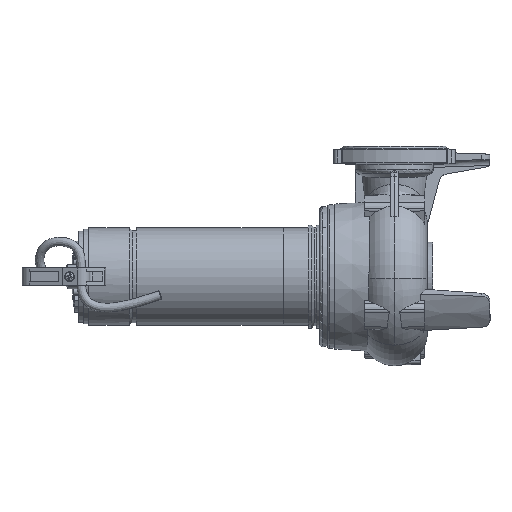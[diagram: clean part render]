
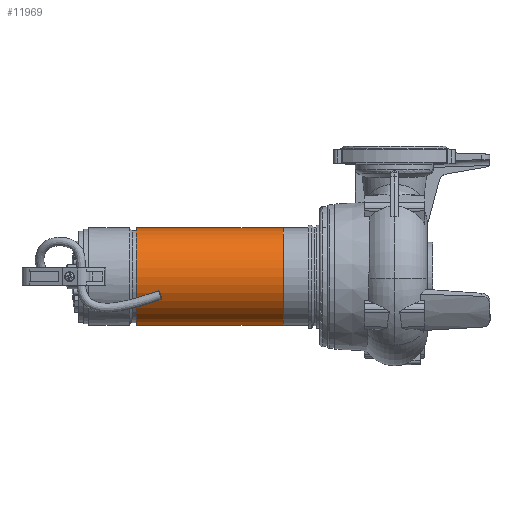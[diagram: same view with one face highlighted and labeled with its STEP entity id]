
A CAD part, left-side view. The second image highlights one B-rep face of the part: STEP entity #11969.
In plain terms, the highlighted cylindrical face has radius 56 mm (diameter 112 mm), a partial arc.
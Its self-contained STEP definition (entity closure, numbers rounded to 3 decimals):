
#292 = EDGE_CURVE ( 'NONE', #20272, #8012, #13485, .T. ) ;
#454 = EDGE_CURVE ( 'NONE', #8012, #11649, #7140, .T. ) ;
#1148 = CIRCLE ( 'NONE', #24217, 56. ) ;
#2935 = AXIS2_PLACEMENT_3D ( 'NONE', #36559, #21065, #14660 ) ;
#3986 = DIRECTION ( 'NONE',  ( 0., 1., 0. ) ) ;
#5876 = CARTESIAN_POINT ( 'NONE',  ( 0., 0., 143.501 ) ) ;
#6276 = DIRECTION ( 'NONE',  ( 0., 0., -1. ) ) ;
#6790 = CYLINDRICAL_SURFACE ( 'NONE', #10417, 56. ) ;
#7140 = LINE ( 'NONE', #35249, #28637 ) ;
#7161 = DIRECTION ( 'NONE',  ( 0., 0., -1. ) ) ;
#8012 = VERTEX_POINT ( 'NONE', #12937 ) ;
#9510 = VERTEX_POINT ( 'NONE', #9794 ) ;
#9794 = CARTESIAN_POINT ( 'NONE',  ( 56., 0., 143.501 ) ) ;
#10417 = AXIS2_PLACEMENT_3D ( 'NONE', #19384, #31971, #16286 ) ;
#10726 = ORIENTED_EDGE ( 'NONE', *, *, #292, .T. ) ;
#11649 = VERTEX_POINT ( 'NONE', #19489 ) ;
#11969 = ADVANCED_FACE ( 'NONE', ( #25794 ), #6790, .T. ) ;
#12833 = EDGE_LOOP ( 'NONE', ( #39064, #10726, #29527, #23732 ) ) ;
#12937 = CARTESIAN_POINT ( 'NONE',  ( -56., 0., 312.501 ) ) ;
#13485 = CIRCLE ( 'NONE', #2935, 56. ) ;
#14660 = DIRECTION ( 'NONE',  ( 0., 1., 0. ) ) ;
#16257 = DIRECTION ( 'NONE',  ( 0., 0., -1. ) ) ;
#16286 = DIRECTION ( 'NONE',  ( -1., 0., 0. ) ) ;
#18091 = CARTESIAN_POINT ( 'NONE',  ( 56., 0., 312.501 ) ) ;
#19384 = CARTESIAN_POINT ( 'NONE',  ( 0., 0., 312.501 ) ) ;
#19489 = CARTESIAN_POINT ( 'NONE',  ( -56., 0., 143.501 ) ) ;
#19942 = CARTESIAN_POINT ( 'NONE',  ( 56., 0., 312.501 ) ) ;
#20272 = VERTEX_POINT ( 'NONE', #18091 ) ;
#20944 = EDGE_CURVE ( 'NONE', #9510, #11649, #1148, .T. ) ;
#21065 = DIRECTION ( 'NONE',  ( 0., 0., -1. ) ) ;
#23732 = ORIENTED_EDGE ( 'NONE', *, *, #20944, .F. ) ;
#24217 = AXIS2_PLACEMENT_3D ( 'NONE', #5876, #6276, #3986 ) ;
#25794 = FACE_OUTER_BOUND ( 'NONE', #12833, .T. ) ;
#26355 = LINE ( 'NONE', #19942, #32607 ) ;
#28637 = VECTOR ( 'NONE', #16257, 1000. ) ;
#29040 = EDGE_CURVE ( 'NONE', #20272, #9510, #26355, .T. ) ;
#29527 = ORIENTED_EDGE ( 'NONE', *, *, #454, .T. ) ;
#31971 = DIRECTION ( 'NONE',  ( 0., 0., -1. ) ) ;
#32607 = VECTOR ( 'NONE', #7161, 1000. ) ;
#35249 = CARTESIAN_POINT ( 'NONE',  ( -56., 0., 312.501 ) ) ;
#36559 = CARTESIAN_POINT ( 'NONE',  ( 0., 0., 312.501 ) ) ;
#39064 = ORIENTED_EDGE ( 'NONE', *, *, #29040, .F. ) ;
